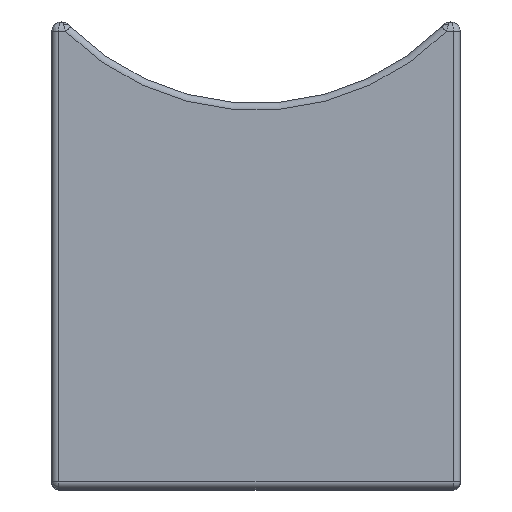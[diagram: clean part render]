
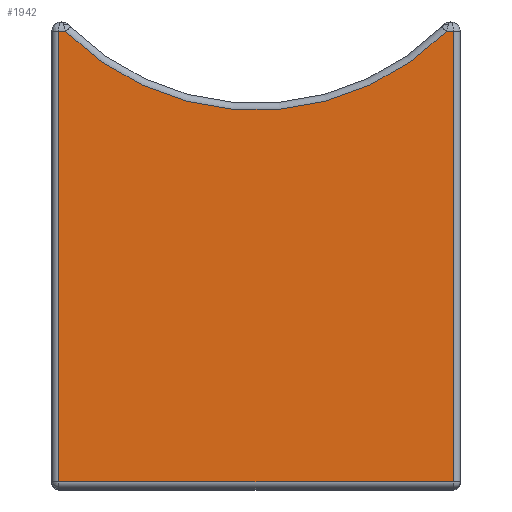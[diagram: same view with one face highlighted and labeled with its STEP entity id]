
A CAD part, top view. The second image highlights one B-rep face of the part: STEP entity #1942.
In plain terms, the highlighted planar face has unit normal (0, 0, 1).
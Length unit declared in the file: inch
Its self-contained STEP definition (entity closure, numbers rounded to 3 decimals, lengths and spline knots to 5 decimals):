
#12 = DIRECTION ( 'NONE',  ( 1., 0., 0. ) ) ;
#65 = DIRECTION ( 'NONE',  ( -1., 0., 0. ) ) ;
#72 = DIRECTION ( 'NONE',  ( 0., 0., -1. ) ) ;
#95 = DIRECTION ( 'NONE',  ( -1., 0., 0. ) ) ;
#109 = CARTESIAN_POINT ( 'NONE',  ( 0., 0.51875, 5.215 ) ) ;
#181 = VECTOR ( 'NONE', #12, 39.37008 ) ;
#202 = CARTESIAN_POINT ( 'NONE',  ( 0., 0.58875, 5.215 ) ) ;
#215 = EDGE_LOOP ( 'NONE', ( #516, #563, #668, #1959, #1136, #1901 ) ) ;
#259 = VERTEX_POINT ( 'NONE', #1098 ) ;
#295 = VERTEX_POINT ( 'NONE', #1288 ) ;
#306 = EDGE_CURVE ( 'NONE', #621, #295, #1534, .T. ) ;
#365 = DIRECTION ( 'NONE',  ( -1., 0., 0. ) ) ;
#392 = DIRECTION ( 'NONE',  ( 0., 0., -1. ) ) ;
#393 = CARTESIAN_POINT ( 'NONE',  ( 1.4275, 0.51875, 5.215 ) ) ;
#483 = CARTESIAN_POINT ( 'NONE',  ( 1.4275, 0.58875, 5.215 ) ) ;
#516 = ORIENTED_EDGE ( 'NONE', *, *, #1547, .T. ) ;
#518 = AXIS2_PLACEMENT_3D ( 'NONE', #202, #72, #365 ) ;
#563 = ORIENTED_EDGE ( 'NONE', *, *, #700, .T. ) ;
#573 = EDGE_CURVE ( 'NONE', #1940, #259, #1085, .T. ) ;
#612 = CARTESIAN_POINT ( 'NONE',  ( 1.37646, 0.51875, 5.215 ) ) ;
#621 = VERTEX_POINT ( 'NONE', #612 ) ;
#668 = ORIENTED_EDGE ( 'NONE', *, *, #306, .T. ) ;
#692 = VECTOR ( 'NONE', #65, 39.37008 ) ;
#693 = DIRECTION ( 'NONE',  ( -1., 0., 0. ) ) ;
#696 = CARTESIAN_POINT ( 'NONE',  ( 0., 1.9, 5.215 ) ) ;
#700 = EDGE_CURVE ( 'NONE', #1768, #621, #1462, .T. ) ;
#739 = CARTESIAN_POINT ( 'NONE',  ( 1.4775, -2.73625, 5.215 ) ) ;
#797 = CARTESIAN_POINT ( 'NONE',  ( 0., 0.51875, 5.215 ) ) ;
#849 = VERTEX_POINT ( 'NONE', #1352 ) ;
#854 = AXIS2_PLACEMENT_3D ( 'NONE', #696, #392, #95 ) ;
#927 = DIRECTION ( 'NONE',  ( 0., 1., 0. ) ) ;
#929 = DIRECTION ( 'NONE',  ( 0., -1., 0. ) ) ;
#960 = VECTOR ( 'NONE', #693, 39.37008 ) ;
#1085 = LINE ( 'NONE', #1399, #1665 ) ;
#1098 = CARTESIAN_POINT ( 'NONE',  ( -1.4275, -2.73625, 5.215 ) ) ;
#1110 = PLANE ( 'NONE',  #518 ) ;
#1124 = CARTESIAN_POINT ( 'NONE',  ( -1.4275, 0.51875, 5.215 ) ) ;
#1136 = ORIENTED_EDGE ( 'NONE', *, *, #573, .T. ) ;
#1200 = EDGE_CURVE ( 'NONE', #295, #1940, #1449, .T. ) ;
#1288 = CARTESIAN_POINT ( 'NONE',  ( -1.37646, 0.51875, 5.215 ) ) ;
#1344 = EDGE_CURVE ( 'NONE', #259, #849, #1676, .T. ) ;
#1352 = CARTESIAN_POINT ( 'NONE',  ( 1.4275, -2.73625, 5.215 ) ) ;
#1399 = CARTESIAN_POINT ( 'NONE',  ( -1.4275, 0.58875, 5.215 ) ) ;
#1449 = LINE ( 'NONE', #797, #692 ) ;
#1462 = LINE ( 'NONE', #109, #960 ) ;
#1534 = CIRCLE ( 'NONE', #854, 1.95 ) ;
#1547 = EDGE_CURVE ( 'NONE', #849, #1768, #1839, .T. ) ;
#1665 = VECTOR ( 'NONE', #929, 39.37008 ) ;
#1676 = LINE ( 'NONE', #739, #181 ) ;
#1720 = VECTOR ( 'NONE', #927, 39.37008 ) ;
#1730 = FACE_OUTER_BOUND ( 'NONE', #215, .T. ) ;
#1768 = VERTEX_POINT ( 'NONE', #393 ) ;
#1839 = LINE ( 'NONE', #483, #1720 ) ;
#1901 = ORIENTED_EDGE ( 'NONE', *, *, #1344, .T. ) ;
#1940 = VERTEX_POINT ( 'NONE', #1124 ) ;
#1942 = ADVANCED_FACE ( 'NONE', ( #1730 ), #1110, .F. ) ;
#1959 = ORIENTED_EDGE ( 'NONE', *, *, #1200, .T. ) ;
